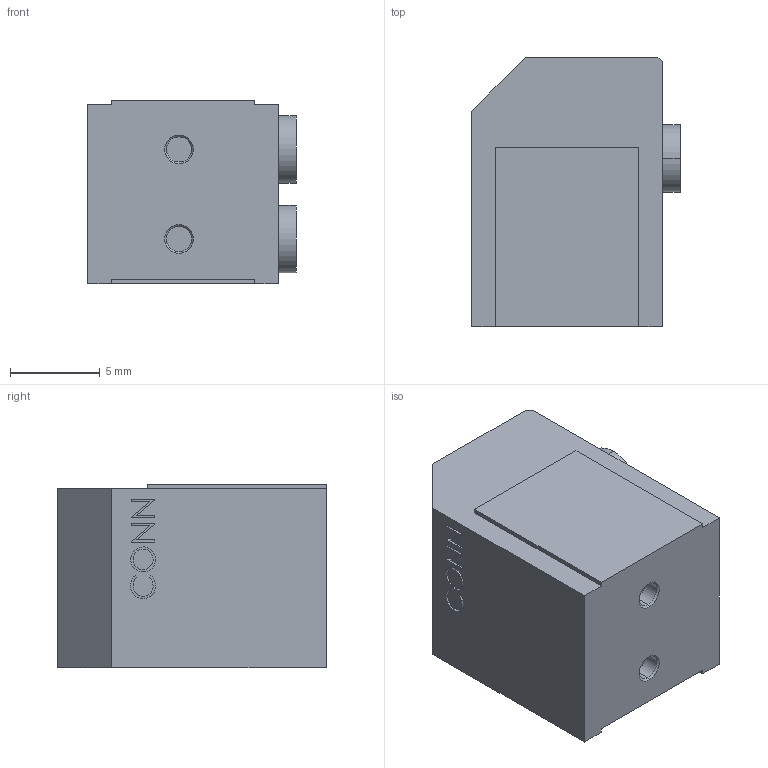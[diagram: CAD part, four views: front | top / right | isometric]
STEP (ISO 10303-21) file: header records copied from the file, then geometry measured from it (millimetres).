
FILE_DESCRIPTION (( 'STEP AP214' ), '1' );
FILE_NAME ('CONN-2P.STEP', '2024-04-06T15:11:31', ( '' ), ( '' ), 'SwSTEP 2.0', 'SolidWorks 2020', '' );
FILE_SCHEMA (( 'AUTOMOTIVE_DESIGN' ));
Length unit declared in the file: millimetre
Products named in the file (1): CONN-2P
Bounding box: 11.65 x 15 x 10.25 mm (x, y, z)
Volume: 1491.4 mm3; surface area: 964.6 mm2
Topology: 1 solids, 1 shells, 86 faces, 211 edges, 138 vertices
Faces by surface type: plane 49, bspline 17, cylinder 12, cone 8
Entity records: 3739 total; most frequent: CARTESIAN_POINT 1757, ORIENTED_EDGE 422, DIRECTION 349, EDGE_CURVE 211, LINE 145, VECTOR 145, VERTEX_POINT 138, AXIS2_PLACEMENT_3D 102
